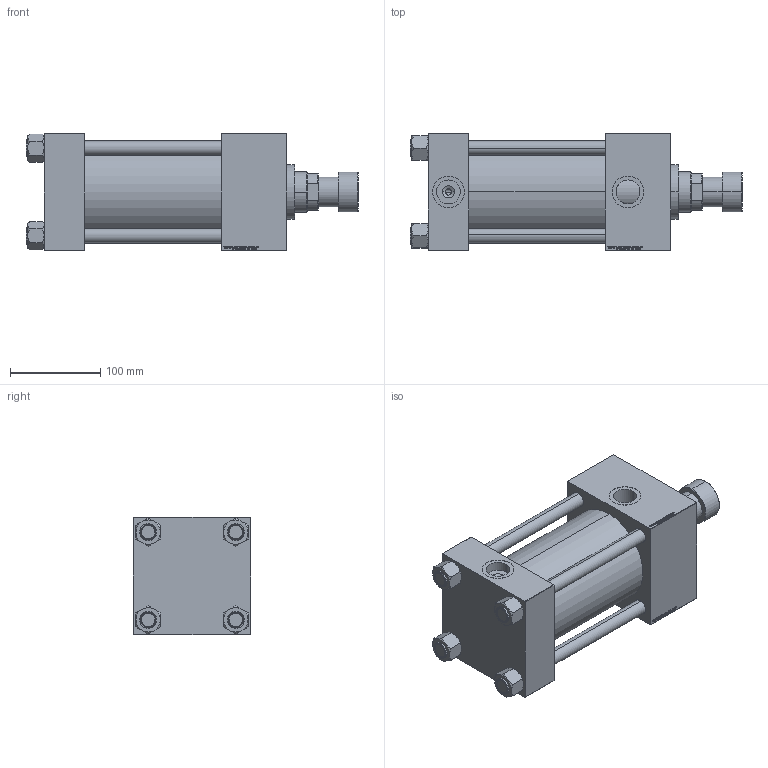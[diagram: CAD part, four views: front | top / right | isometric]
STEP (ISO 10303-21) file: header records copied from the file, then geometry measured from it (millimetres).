
FILE_DESCRIPTION (( 'STEP AP203' ), '1' );
FILE_NAME ('82ee.STEP', '2025-05-28T10:00:53', ( '' ), ( '' ), 'SwSTEP 2.0', 'SolidWorks 2019', '' );
FILE_SCHEMA (( 'CONFIG_CONTROL_DESIGN' ));
Length unit declared in the file: millimetre
Products named in the file (7): 82ee; NUT_M5_C 7e8ca5f67e431f801516af3ec9c3d40d; V215CR_C_Body 7e8ca5f67e431f801516af3ec9c3d40d; V215_VC_A 7e8ca5f67e431f801516af3ec9c3d40d; V215CR_VCP_C 7e8ca5f67e431f801516af3ec9c3d40d; V215CR_ROD_END_F 7e8ca5f67e431f801516af3ec9c3d40d; V215CR_C_TYCINKA 7e8ca5f67e431f801516af3ec9c3d40d
Assembly tree (12 placements, depth 2):
  82ee
    V215CR_C_Body 7e8ca5f67e431f801516af3ec9c3d40d
    V215CR_VCP_C 7e8ca5f67e431f801516af3ec9c3d40d
    NUT_M5_C 7e8ca5f67e431f801516af3ec9c3d40d  x4
    V215CR_C_TYCINKA 7e8ca5f67e431f801516af3ec9c3d40d  x4
    V215_VC_A 7e8ca5f67e431f801516af3ec9c3d40d
    V215CR_ROD_END_F 7e8ca5f67e431f801516af3ec9c3d40d
Bounding box: 367 x 130 x 130 mm (x, y, z)
Volume: 2746694.1 mm3; surface area: 413934.2 mm2
Topology: 12 solids, 12 shells, 1209 faces, 3050 edges, 1983 vertices
Faces by surface type: plane 577, bspline 392, cone 138, cylinder 90, torus 12
Entity records: 51105 total; most frequent: CARTESIAN_POINT 27274, ORIENTED_EDGE 5364, DIRECTION 3446, EDGE_CURVE 2682, VERTEX_POINT 1761, LINE 1620, VECTOR 1620, EDGE_LOOP 1183
